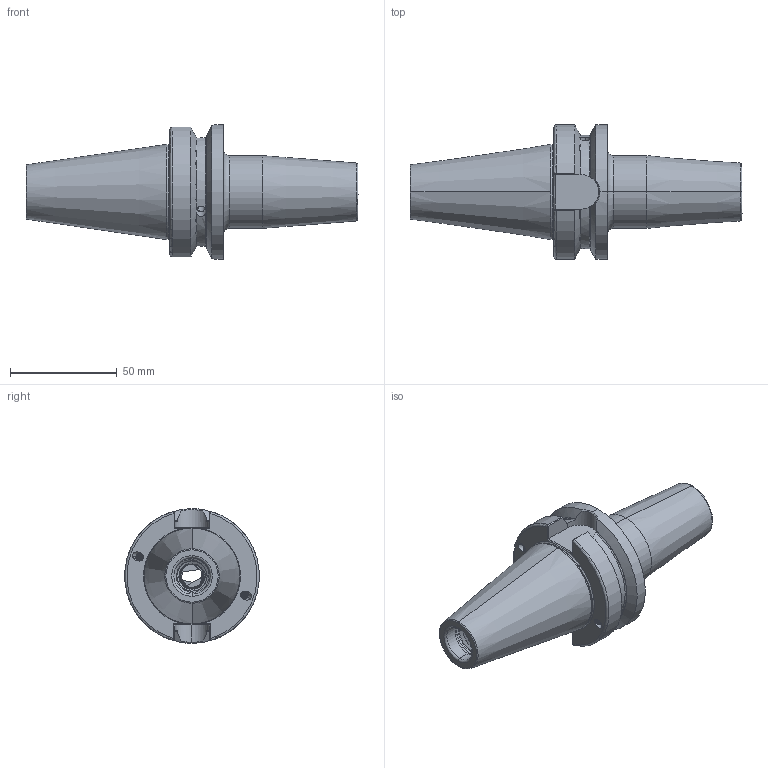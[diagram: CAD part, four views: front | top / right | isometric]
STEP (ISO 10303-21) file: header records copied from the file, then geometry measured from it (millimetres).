
FILE_DESCRIPTION (( 'STEP AP203' ), '1' );
FILE_NAME ('406.70.16.K.STEP', '2016-11-22T07:49:45', ( '' ), ( '' ), 'SwSTEP 2.0', 'SolidWorks 2012', '' );
FILE_SCHEMA (( 'CONFIG_CONTROL_DESIGN' ));
Length unit declared in the file: millimetre
Products named in the file (1): 406.70.16.K
Bounding box: 155.4 x 63 x 63 mm (x, y, z)
Volume: 155400.1 mm3; surface area: 34651.8 mm2
Topology: 1 solids, 1 shells, 291 faces, 801 edges, 512 vertices
Faces by surface type: cylinder 174, plane 39, cone 28, torus 28, bspline 22
Entity records: 20777 total; most frequent: CARTESIAN_POINT 14344, ORIENTED_EDGE 1602, DIRECTION 1072, EDGE_CURVE 801, VERTEX_POINT 512, AXIS2_PLACEMENT_3D 414, EDGE_LOOP 305, ADVANCED_FACE 291
